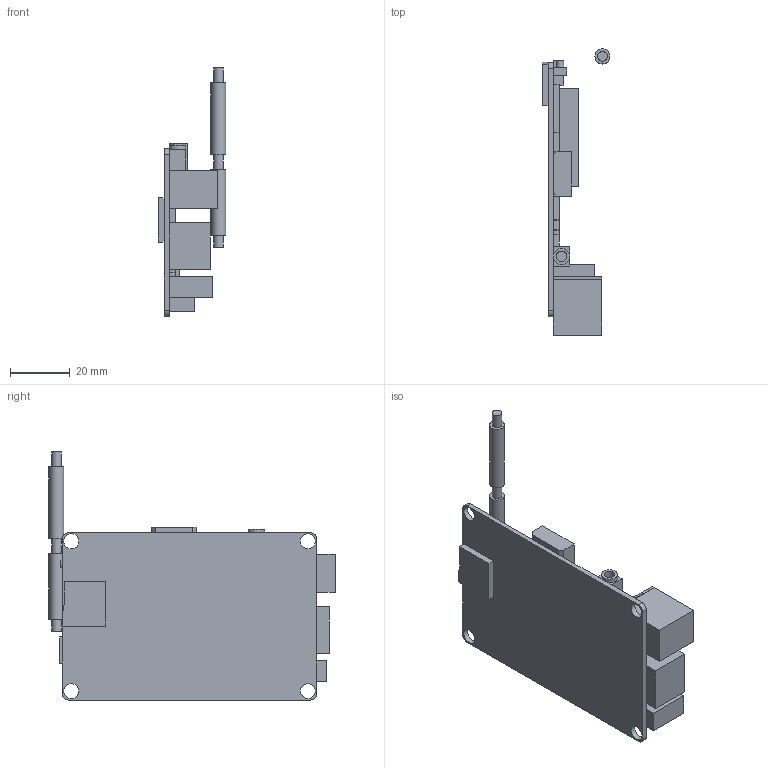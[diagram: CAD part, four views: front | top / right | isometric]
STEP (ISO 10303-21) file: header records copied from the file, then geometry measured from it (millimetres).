
FILE_DESCRIPTION(/* description */ (''),/* implementation_level */ '2;1');
FILE_NAME(/* name */ 'Orange_Pi_3_LTS.step',/* time_stamp */ '2023-09-05T11:17:53-04:00',/* author */ (''),/* organization */ (''),/* preprocessor_version */ 'ST-DEVELOPER v20',/* originating_system */ 'Autodesk Translation Framework v12.9.0.99',/* authorisation */ '');
FILE_SCHEMA (('AUTOMOTIVE_DESIGN { 1 0 10303 214 3 1 1 }'));
Length unit declared in the file: millimetre
Products named in the file (14): Simple SSD NAS; OPi 3 LTS; jack3.5; USB 3.0; RJ45; USB 2.0; hdmi (1); USB C Power; gpio (1); btn (1); chips (1); TF; USB 2.0/3.0; Antenna
Assembly tree (13 placements, depth 3):
  Simple SSD NAS
    OPi 3 LTS
      jack3.5
      USB 3.0
      RJ45
      USB 2.0
      hdmi (1)
      USB C Power
      gpio (1)
      btn (1)
      chips (1)
      TF
      USB 2.0/3.0
    Antenna
Bounding box: 22.69 x 95.71 x 82.99 mm (x, y, z)
Volume: 24785.4 mm3; surface area: 20583.5 mm2
Topology: 23 solids, 23 shells, 175 faces, 367 edges, 244 vertices
Faces by surface type: plane 155, cylinder 20
Full cylindrical faces by diameter (mm): 2.45 x1, 3.25 x3, 3.5 x1, 5 x2, 5.05 x4, 5.5 x1
Entity records: 5065 total; most frequent: DIRECTION 813, CARTESIAN_POINT 813, ORIENTED_EDGE 734, EDGE_CURVE 367, LINE 325, VECTOR 325, VERTEX_POINT 244, AXIS2_PLACEMENT_3D 244
